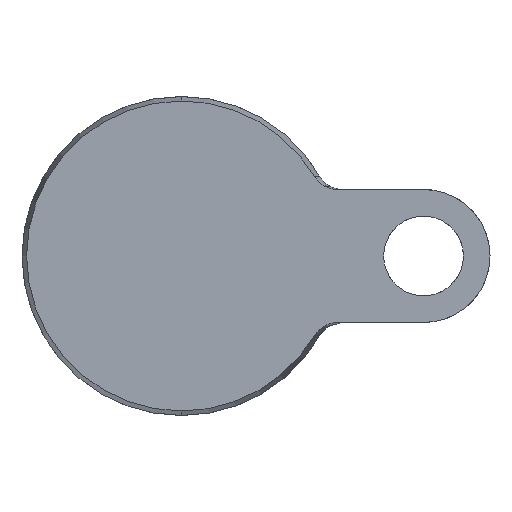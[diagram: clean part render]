
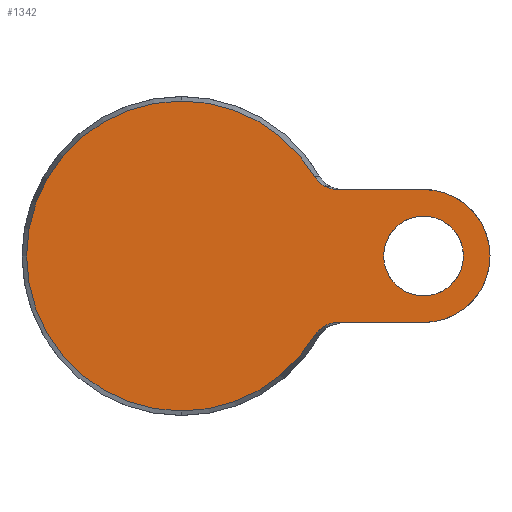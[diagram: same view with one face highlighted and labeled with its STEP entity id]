
A CAD part, front view. The second image highlights one B-rep face of the part: STEP entity #1342.
In plain terms, the highlighted planar face has unit normal (0, -1, 0).
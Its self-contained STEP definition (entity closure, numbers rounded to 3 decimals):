
#3 = DIRECTION ( 'NONE',  ( 0., 0., 1. ) ) ;
#4 = DIRECTION ( 'NONE',  ( 0., 1., 0. ) ) ;
#35 = EDGE_CURVE ( 'NONE', #313, #1010, #520, .T. ) ;
#48 = CARTESIAN_POINT ( 'NONE',  ( 25.011, 0., -14.959 ) ) ;
#54 = CIRCLE ( 'NONE', #262, 29.143 ) ;
#59 = CARTESIAN_POINT ( 'NONE',  ( 28.933, 0., -12.5 ) ) ;
#117 = CARTESIAN_POINT ( 'NONE',  ( 25.011, 0., 14.959 ) ) ;
#131 = CARTESIAN_POINT ( 'NONE',  ( 29.374, 0., -12.5 ) ) ;
#137 = CARTESIAN_POINT ( 'NONE',  ( 25.011, 0., -14.959 ) ) ;
#144 = CARTESIAN_POINT ( 'NONE',  ( 27.255, 0., -12.953 ) ) ;
#186 = CARTESIAN_POINT ( 'NONE',  ( 25.011, 0., 14.959 ) ) ;
#217 = EDGE_CURVE ( 'NONE', #1626, #739, #54, .T. ) ;
#237 = CARTESIAN_POINT ( 'NONE',  ( 28.502, 0., 12.556 ) ) ;
#240 = DIRECTION ( 'NONE',  ( 0., 1., 0. ) ) ;
#241 = EDGE_CURVE ( 'NONE', #1010, #313, #1446, .T. ) ;
#244 = ORIENTED_EDGE ( 'NONE', *, *, #217, .T. ) ;
#262 = AXIS2_PLACEMENT_3D ( 'NONE', #1148, #631, #873 ) ;
#267 = CARTESIAN_POINT ( 'NONE',  ( 26.146, 0., -13.64 ) ) ;
#294 = CARTESIAN_POINT ( 'NONE',  ( 28.503, 0., -12.556 ) ) ;
#313 = VERTEX_POINT ( 'NONE', #1404 ) ;
#346 = CARTESIAN_POINT ( 'NONE',  ( 27.659, 0., 12.79 ) ) ;
#350 = FACE_OUTER_BOUND ( 'NONE', #1545, .T. ) ;
#383 = CARTESIAN_POINT ( 'NONE',  ( 25.977, 0., -13.784 ) ) ;
#390 = CARTESIAN_POINT ( 'NONE',  ( 0., 0., 29.143 ) ) ;
#410 = CARTESIAN_POINT ( 'NONE',  ( 0., 0., 0. ) ) ;
#420 = EDGE_CURVE ( 'NONE', #487, #1029, #834, .T. ) ;
#423 = VERTEX_POINT ( 'NONE', #915 ) ;
#457 = CARTESIAN_POINT ( 'NONE',  ( 0., 0., 0. ) ) ;
#463 = CARTESIAN_POINT ( 'NONE',  ( 25.976, 0., 13.785 ) ) ;
#487 = VERTEX_POINT ( 'NONE', #1419 ) ;
#520 = CIRCLE ( 'NONE', #725, 7.5 ) ;
#522 = VERTEX_POINT ( 'NONE', #1232 ) ;
#567 = EDGE_CURVE ( 'NONE', #739, #487, #946, .T. ) ;
#582 = EDGE_LOOP ( 'NONE', ( #714, #1523 ) ) ;
#606 = EDGE_CURVE ( 'NONE', #651, #1626, #940, .T. ) ;
#622 = DIRECTION ( 'NONE',  ( 0., 1., 0. ) ) ;
#631 = DIRECTION ( 'NONE',  ( 0., -1., 0. ) ) ;
#632 = CARTESIAN_POINT ( 'NONE',  ( 25.237, 0., -14.58 ) ) ;
#641 = CARTESIAN_POINT ( 'NONE',  ( 27.662, 0., -12.789 ) ) ;
#651 = VERTEX_POINT ( 'NONE', #1279 ) ;
#654 = B_SPLINE_CURVE_WITH_KNOTS ( 'NONE', 3,
 ( #137, #632, #1017, #383, #267, #764, #1273, #144, #641, #806, #294, #59, #947 ),
 .UNSPECIFIED., .F., .F.,
 ( 4, 2, 2, 1, 2, 2, 4 ),
 ( 0., 0.001, 0.002, 0.003, 0.003, 0.004, 0.005 ),
 .UNSPECIFIED. ) ;
#685 = DIRECTION ( 'NONE',  ( 0., -1., 0. ) ) ;
#709 = DIRECTION ( 'NONE',  ( 0., 0., 1. ) ) ;
#714 = ORIENTED_EDGE ( 'NONE', *, *, #241, .T. ) ;
#725 = AXIS2_PLACEMENT_3D ( 'NONE', #1255, #622, #3 ) ;
#735 = CARTESIAN_POINT ( 'NONE',  ( 25.237, 0., 14.58 ) ) ;
#739 = VERTEX_POINT ( 'NONE', #390 ) ;
#764 = CARTESIAN_POINT ( 'NONE',  ( 26.497, 0., -13.379 ) ) ;
#799 = AXIS2_PLACEMENT_3D ( 'NONE', #1098, #240, #709 ) ;
#806 = CARTESIAN_POINT ( 'NONE',  ( 27.871, 0., -12.72 ) ) ;
#834 = CIRCLE ( 'NONE', #1136, 29.143 ) ;
#844 = CARTESIAN_POINT ( 'NONE',  ( 28.933, 0., 12.5 ) ) ;
#861 = CARTESIAN_POINT ( 'NONE',  ( 45.5, 0., -7.5 ) ) ;
#863 = CARTESIAN_POINT ( 'NONE',  ( 25.507, 0., 14.24 ) ) ;
#866 = DIRECTION ( 'NONE',  ( 0., 1., 0. ) ) ;
#869 = ORIENTED_EDGE ( 'NONE', *, *, #1361, .F. ) ;
#873 = DIRECTION ( 'NONE',  ( 0., 0., -1. ) ) ;
#874 = LINE ( 'NONE', #1244, #1358 ) ;
#878 = VECTOR ( 'NONE', #1444, 1000. ) ;
#913 = ORIENTED_EDGE ( 'NONE', *, *, #567, .T. ) ;
#915 = CARTESIAN_POINT ( 'NONE',  ( 45.5, 0., -12.5 ) ) ;
#923 = CARTESIAN_POINT ( 'NONE',  ( 15., 0., 12.5 ) ) ;
#934 = ORIENTED_EDGE ( 'NONE', *, *, #1569, .T. ) ;
#940 = B_SPLINE_CURVE_WITH_KNOTS ( 'NONE', 3,
 ( #1345, #844, #237, #1476, #346, #953, #969, #1094, #986, #1486, #463, #863, #735, #117 ),
 .UNSPECIFIED., .F., .F.,
 ( 4, 2, 2, 2, 2, 2, 4 ),
 ( 0., 0.001, 0.002, 0.003, 0.003, 0.004, 0.005 ),
 .UNSPECIFIED. ) ;
#946 = CIRCLE ( 'NONE', #1159, 29.143 ) ;
#947 = CARTESIAN_POINT ( 'NONE',  ( 29.374, 0., -12.5 ) ) ;
#953 = CARTESIAN_POINT ( 'NONE',  ( 27.253, 0., 12.954 ) ) ;
#960 = DIRECTION ( 'NONE',  ( 0., 0., -1. ) ) ;
#965 = VERTEX_POINT ( 'NONE', #131 ) ;
#969 = CARTESIAN_POINT ( 'NONE',  ( 27.057, 0., 13.048 ) ) ;
#986 = CARTESIAN_POINT ( 'NONE',  ( 26.495, 0., 13.38 ) ) ;
#1010 = VERTEX_POINT ( 'NONE', #861 ) ;
#1017 = CARTESIAN_POINT ( 'NONE',  ( 25.508, 0., -14.24 ) ) ;
#1029 = VERTEX_POINT ( 'NONE', #48 ) ;
#1054 = DIRECTION ( 'NONE',  ( 0., 0., -1. ) ) ;
#1094 = CARTESIAN_POINT ( 'NONE',  ( 26.678, 0., 13.261 ) ) ;
#1098 = CARTESIAN_POINT ( 'NONE',  ( -29.143, 0., 0. ) ) ;
#1112 = DIRECTION ( 'NONE',  ( -1., 0., 0. ) ) ;
#1136 = AXIS2_PLACEMENT_3D ( 'NONE', #410, #685, #1054 ) ;
#1140 = CARTESIAN_POINT ( 'NONE',  ( 45.5, 0., 0. ) ) ;
#1145 = ORIENTED_EDGE ( 'NONE', *, *, #1238, .F. ) ;
#1148 = CARTESIAN_POINT ( 'NONE',  ( 0., 0., 0. ) ) ;
#1159 = AXIS2_PLACEMENT_3D ( 'NONE', #457, #1337, #960 ) ;
#1219 = ORIENTED_EDGE ( 'NONE', *, *, #1371, .F. ) ;
#1232 = CARTESIAN_POINT ( 'NONE',  ( 45.5, 0., 12.5 ) ) ;
#1238 = EDGE_CURVE ( 'NONE', #651, #522, #1429, .T. ) ;
#1244 = CARTESIAN_POINT ( 'NONE',  ( 15., 0., -12.5 ) ) ;
#1255 = CARTESIAN_POINT ( 'NONE',  ( 45.5, 0., 0. ) ) ;
#1266 = AXIS2_PLACEMENT_3D ( 'NONE', #1140, #4, #1272 ) ;
#1272 = DIRECTION ( 'NONE',  ( 0., 0., 1. ) ) ;
#1273 = CARTESIAN_POINT ( 'NONE',  ( 26.862, 0., -13.142 ) ) ;
#1278 = CIRCLE ( 'NONE', #1481, 12.5 ) ;
#1279 = CARTESIAN_POINT ( 'NONE',  ( 29.374, 0., 12.5 ) ) ;
#1335 = ORIENTED_EDGE ( 'NONE', *, *, #606, .T. ) ;
#1337 = DIRECTION ( 'NONE',  ( 0., -1., 0. ) ) ;
#1342 = ADVANCED_FACE ( 'NONE', ( #350, #1365 ), #1592, .F. ) ;
#1345 = CARTESIAN_POINT ( 'NONE',  ( 29.374, 0., 12.5 ) ) ;
#1358 = VECTOR ( 'NONE', #1112, 1000. ) ;
#1361 = EDGE_CURVE ( 'NONE', #423, #965, #874, .T. ) ;
#1365 = FACE_BOUND ( 'NONE', #582, .T. ) ;
#1371 = EDGE_CURVE ( 'NONE', #522, #423, #1278, .T. ) ;
#1404 = CARTESIAN_POINT ( 'NONE',  ( 45.5, 0., 7.5 ) ) ;
#1419 = CARTESIAN_POINT ( 'NONE',  ( 0., 0., -29.143 ) ) ;
#1429 = LINE ( 'NONE', #923, #878 ) ;
#1444 = DIRECTION ( 'NONE',  ( 1., 0., 0. ) ) ;
#1446 = CIRCLE ( 'NONE', #1266, 7.5 ) ;
#1476 = CARTESIAN_POINT ( 'NONE',  ( 27.869, 0., 12.721 ) ) ;
#1481 = AXIS2_PLACEMENT_3D ( 'NONE', #1611, #866, #1488 ) ;
#1482 = ORIENTED_EDGE ( 'NONE', *, *, #420, .T. ) ;
#1486 = CARTESIAN_POINT ( 'NONE',  ( 26.144, 0., 13.642 ) ) ;
#1488 = DIRECTION ( 'NONE',  ( 0., 0., -1. ) ) ;
#1523 = ORIENTED_EDGE ( 'NONE', *, *, #35, .T. ) ;
#1545 = EDGE_LOOP ( 'NONE', ( #1145, #1335, #244, #913, #1482, #934, #869, #1219 ) ) ;
#1569 = EDGE_CURVE ( 'NONE', #1029, #965, #654, .T. ) ;
#1592 = PLANE ( 'NONE',  #799 ) ;
#1611 = CARTESIAN_POINT ( 'NONE',  ( 45.5, 0., 0. ) ) ;
#1626 = VERTEX_POINT ( 'NONE', #186 ) ;
